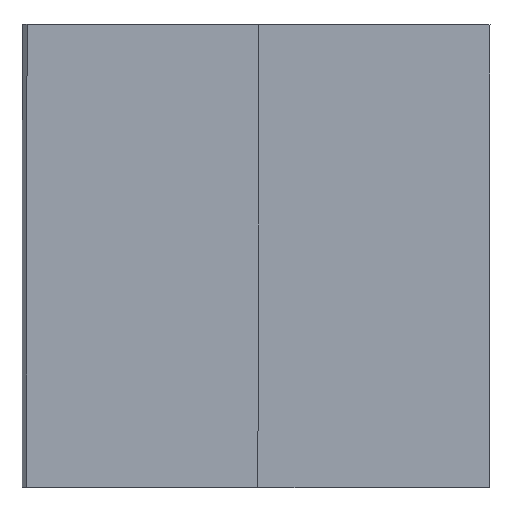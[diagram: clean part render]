
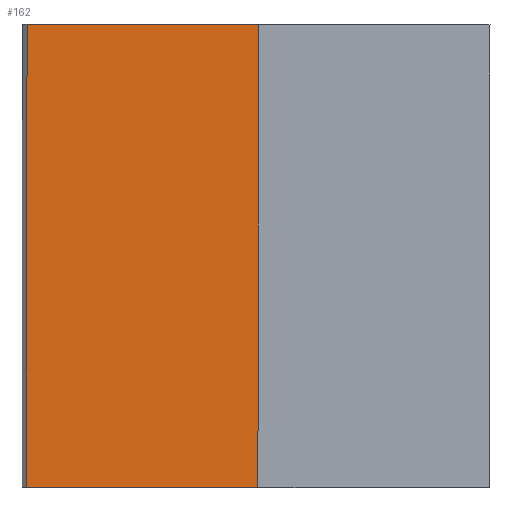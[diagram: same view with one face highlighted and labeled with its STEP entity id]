
A CAD part, left-side view. The second image highlights one B-rep face of the part: STEP entity #162.
In plain terms, the highlighted planar face has unit normal (-1, -0.003, 0).
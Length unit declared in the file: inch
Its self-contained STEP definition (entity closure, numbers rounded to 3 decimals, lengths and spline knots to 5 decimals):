
#49 = VERTEX_POINT ( 'NONE', #318 ) ;
#65 = CARTESIAN_POINT ( 'NONE',  ( -59.05512, 19.68504, -19.68504 ) ) ;
#91 = DIRECTION ( 'NONE',  ( 0., 0., -1. ) ) ;
#112 = LINE ( 'NONE', #65, #144 ) ;
#118 = DIRECTION ( 'NONE',  ( 0., 0., -1. ) ) ;
#132 = ORIENTED_EDGE ( 'NONE', *, *, #292, .T. ) ;
#138 = VERTEX_POINT ( 'NONE', #143 ) ;
#143 = CARTESIAN_POINT ( 'NONE',  ( -59.05512, 0., 19.68504 ) ) ;
#144 = VECTOR ( 'NONE', #290, 39.37008 ) ;
#145 = VERTEX_POINT ( 'NONE', #236 ) ;
#148 = AXIS2_PLACEMENT_3D ( 'NONE', #475, #430, #233 ) ;
#162 = ADVANCED_FACE ( 'NONE', ( #234 ), #428, .T. ) ;
#177 = DIRECTION ( 'NONE',  ( 0., -1., 0. ) ) ;
#207 = EDGE_CURVE ( 'NONE', #235, #145, #409, .T. ) ;
#218 = VECTOR ( 'NONE', #118, 39.37008 ) ;
#233 = DIRECTION ( 'NONE',  ( 0., 0., 1. ) ) ;
#234 = FACE_OUTER_BOUND ( 'NONE', #393, .T. ) ;
#235 = VERTEX_POINT ( 'NONE', #433 ) ;
#236 = CARTESIAN_POINT ( 'NONE',  ( -59.05512, 19.68504, -19.68504 ) ) ;
#281 = ORIENTED_EDGE ( 'NONE', *, *, #207, .T. ) ;
#290 = DIRECTION ( 'NONE',  ( 0., -1., 0. ) ) ;
#292 = EDGE_CURVE ( 'NONE', #145, #49, #112, .T. ) ;
#318 = CARTESIAN_POINT ( 'NONE',  ( -59.05512, 0., -19.68504 ) ) ;
#391 = CARTESIAN_POINT ( 'NONE',  ( -59.05512, 0., 19.68504 ) ) ;
#393 = EDGE_LOOP ( 'NONE', ( #432, #536, #281, #132 ) ) ;
#409 = LINE ( 'NONE', #562, #218 ) ;
#412 = CARTESIAN_POINT ( 'NONE',  ( -59.05512, 19.68504, 19.68504 ) ) ;
#420 = EDGE_CURVE ( 'NONE', #138, #49, #491, .T. ) ;
#428 = PLANE ( 'NONE',  #148 ) ;
#430 = DIRECTION ( 'NONE',  ( -1., 0., 0. ) ) ;
#432 = ORIENTED_EDGE ( 'NONE', *, *, #420, .F. ) ;
#433 = CARTESIAN_POINT ( 'NONE',  ( -59.05512, 19.68504, 19.68504 ) ) ;
#453 = VECTOR ( 'NONE', #91, 39.37008 ) ;
#475 = CARTESIAN_POINT ( 'NONE',  ( -59.05512, 19.68504, 19.68504 ) ) ;
#491 = LINE ( 'NONE', #391, #453 ) ;
#497 = EDGE_CURVE ( 'NONE', #235, #138, #543, .T. ) ;
#508 = VECTOR ( 'NONE', #177, 39.37008 ) ;
#536 = ORIENTED_EDGE ( 'NONE', *, *, #497, .F. ) ;
#543 = LINE ( 'NONE', #412, #508 ) ;
#562 = CARTESIAN_POINT ( 'NONE',  ( -59.05512, 19.68504, 19.68504 ) ) ;
